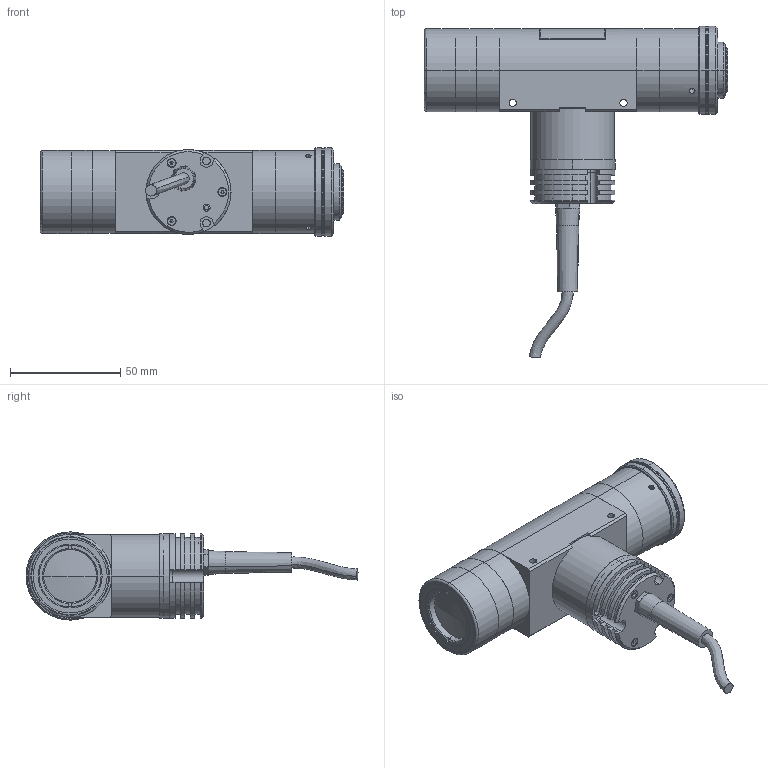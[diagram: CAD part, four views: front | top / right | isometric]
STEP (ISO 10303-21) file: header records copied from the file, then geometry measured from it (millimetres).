
FILE_DESCRIPTION (( 'STEP AP214' ), '1' );
FILE_NAME ('TCCX100.STEP', '2014-07-31T14:45:29', ( '' ), ( '' ), 'SwSTEP 2.0', 'SolidWorks 2013', '' );
FILE_SCHEMA (( 'AUTOMOTIVE_DESIGN' ));
Length unit declared in the file: millimetre
Products named in the file (1): TCCX100
Bounding box: 137.35 x 150.45 x 40 mm (x, y, z)
Surface area: 38678.6 mm2 (no closed solid volume)
Topology: 0 solids, 34 shells, 289 faces, 881 edges, 617 vertices
Faces by surface type: plane 134, cylinder 111, cone 28, torus 10, sphere 4, bspline 2
Entity records: 13598 total; most frequent: CARTESIAN_POINT 2324, DIRECTION 1816, ORIENTED_EDGE 1447, EDGE_CURVE 877, AXIS2_PLACEMENT_3D 687, VERTEX_POINT 617, LINE 442, VECTOR 442
